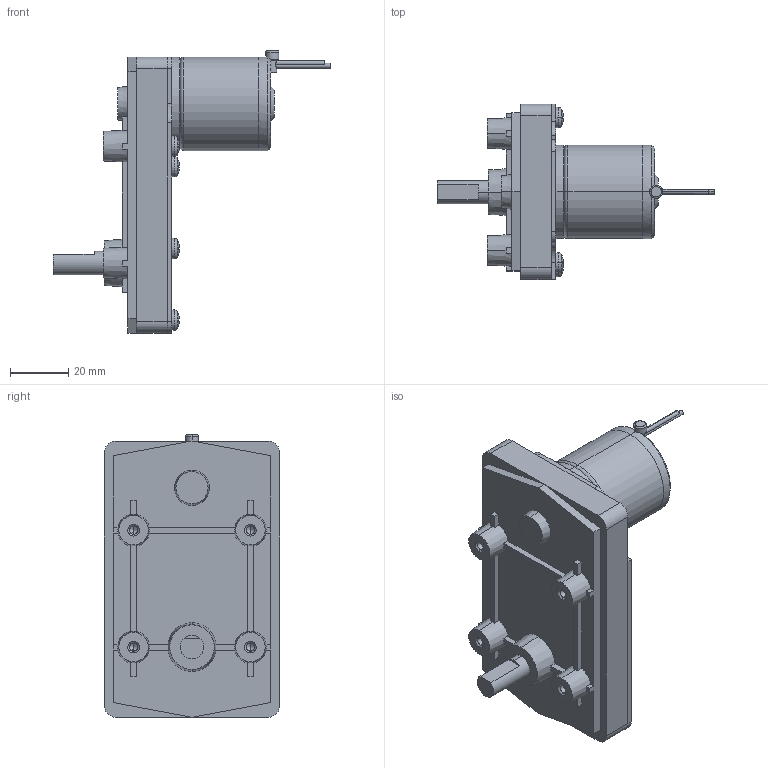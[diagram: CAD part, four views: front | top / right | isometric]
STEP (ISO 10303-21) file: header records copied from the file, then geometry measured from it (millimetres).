
FILE_DESCRIPTION(('starvars output'),'2;1');
FILE_NAME('33s5c_2.stp','14:10:53 2014/09/10',( 'Thomas Industrial Network Germany GmbH'),( 'Thomas Industrial Network Germany GmbH'),'unknown preprocess','ACIS' ,'unknown authorization');
FILE_SCHEMA(('AUTOMOTIVE_DESIGN_CC2 {UNKNOWN IMPLEMENTATION LEVEL}'));
Length unit declared in the file: millimetre
Products named in the file (1): PRODUCT_ID_35
Bounding box: 94.9 x 60 x 96.64 mm (x, y, z)
Volume: 115593 mm3; surface area: 22486.6 mm2
Topology: 1 solids, 4 shells, 269 faces, 671 edges, 417 vertices
Faces by surface type: plane 153, cone 54, cylinder 40, torus 14, bspline 8
Entity records: 9260 total; most frequent: CARTESIAN_POINT 1706, ORIENTED_EDGE 1314, DIRECTION 859, EDGE_CURVE 657, VERTEX_POINT 417, EDGE_LOOP 290, FACE_BOUND 290, AXIS2_PLACEMENT_3D 289
